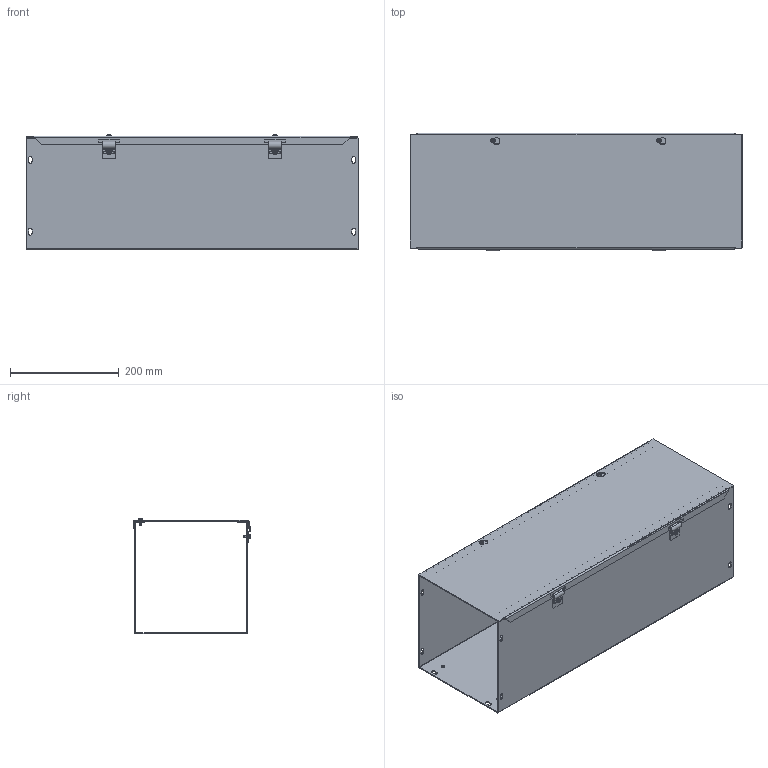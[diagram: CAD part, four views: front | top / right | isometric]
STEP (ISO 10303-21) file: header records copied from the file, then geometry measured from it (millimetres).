
FILE_DESCRIPTION(/* description */ ('HS, NK, BLR 8X8X24'),/* implementation_level */ '2;1');
FILE_NAME(/* name */ 'HS882NK.stp',/* time_stamp */ '2017-06-22T19:37:02+05:00',/* author */ ('vdas'),/* organization */ (''),/* preprocessor_version */ 'ST-DEVELOPER v16.1',/* originating_system */ 'Autodesk Inventor 2016',/* authorisation */ '');
FILE_SCHEMA (('AUTOMOTIVE_DESIGN { 1 0 10303 214 3 1 1 }'));
Length unit declared in the file: inch
Products named in the file (5): HS882NKBLR; HS882NKLID; 372141; 31816; HS882NK
Assembly tree (8 placements, depth 2):
  HS882NK
    HS882NKBLR
    HS882NKLID
    372141  x4
    31816  x2
Bounding box: 609.6 x 216.04 x 212.27 mm (x, y, z)
Volume: 1010526.7 mm3; surface area: 1085928.1 mm2
Topology: 8 solids, 8 shells, 567 faces, 1415 edges, 868 vertices
Faces by surface type: plane 279, cylinder 120, cone 108, torus 52, bspline 8
Full cylindrical faces by diameter (mm): 4.089 x4, 4.595 x32, 6.35 x4, 7.938 x4
Entity records: 9526 total; most frequent: CARTESIAN_POINT 1884, DIRECTION 1503, ORIENTED_EDGE 1474, EDGE_CURVE 737, LINE 505, VECTOR 505, AXIS2_PLACEMENT_3D 499, VERTEX_POINT 490
